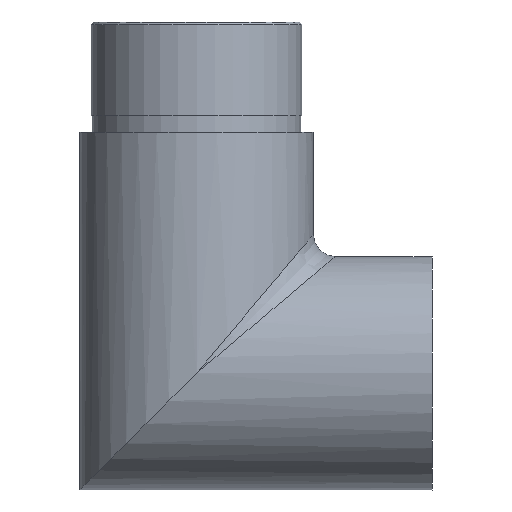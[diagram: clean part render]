
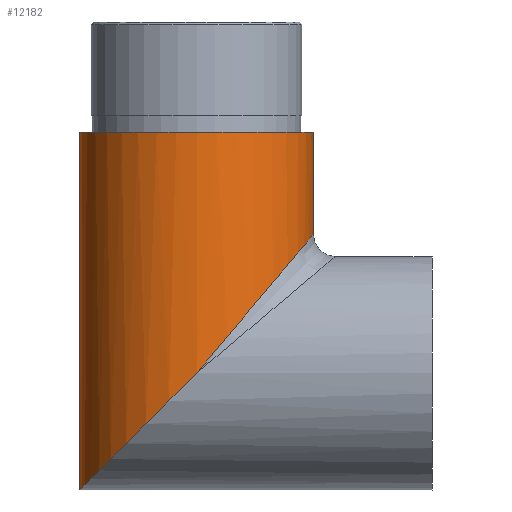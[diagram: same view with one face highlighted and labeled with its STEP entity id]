
A CAD part, left-side view. The second image highlights one B-rep face of the part: STEP entity #12182.
In plain terms, the highlighted cylindrical face has radius 21.2 mm (diameter 42.4 mm), a full revolution.
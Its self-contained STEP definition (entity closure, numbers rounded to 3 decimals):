
#50 = VERTEX_POINT ( 'NONE', #12508 ) ;
#606 = VERTEX_POINT ( 'NONE', #2451 ) ;
#1393 = DIRECTION ( 'NONE',  ( 1., 0., 0. ) ) ;
#1445 = EDGE_CURVE ( 'NONE', #11135, #606, #11824, .T. ) ;
#2090 = FACE_OUTER_BOUND ( 'NONE', #3986, .T. ) ;
#2358 = CARTESIAN_POINT ( 'NONE',  ( -21.2, 0.4, 50.4 ) ) ;
#2451 = CARTESIAN_POINT ( 'NONE',  ( 21.2, 42.8, 0. ) ) ;
#2981 = CYLINDRICAL_SURFACE ( 'NONE', #10119, 21.2 ) ;
#3986 = EDGE_LOOP ( 'NONE', ( #8234 ) ) ;
#4041 = EDGE_LOOP ( 'NONE', ( #8565, #9186 ) ) ;
#4651 = DIRECTION ( 'NONE',  ( 1., 0., 0. ) ) ;
#5457 = CIRCLE ( 'NONE', #7276, 21.2 ) ;
#5463 = CARTESIAN_POINT ( 'NONE',  ( -21.2, 85.2, -42.4 ) ) ;
#6570 = CARTESIAN_POINT ( 'NONE',  ( 21.2, 42.8, 0. ) ) ;
#7072 = CARTESIAN_POINT ( 'NONE',  ( -21.2, 42.8, 0. ) ) ;
#7234 = DIRECTION ( 'NONE',  ( 0., 0., -1. ) ) ;
#7276 = AXIS2_PLACEMENT_3D ( 'NONE', #10001, #7234, #1393 ) ;
#7359 = CARTESIAN_POINT ( 'NONE',  ( -21.2, 42.8, 0. ) ) ;
#7558 = DIRECTION ( 'NONE',  ( 0., 0., 1. ) ) ;
#7923 =( BOUNDED_CURVE ( )  B_SPLINE_CURVE ( 3, ( #7072, #2358, #9059, #12070 ),
 .UNSPECIFIED., .F., .T. ) 
 B_SPLINE_CURVE_WITH_KNOTS ( ( 4, 4 ),
 ( 4.712, 7.854 ),
 .UNSPECIFIED. ) 
 CURVE ( )  GEOMETRIC_REPRESENTATION_ITEM ( )  RATIONAL_B_SPLINE_CURVE ( ( 1., 0.333, 0.333, 1. ) ) 
 REPRESENTATION_ITEM ( '' )  );
#8234 = ORIENTED_EDGE ( 'NONE', *, *, #12644, .T. ) ;
#8565 = ORIENTED_EDGE ( 'NONE', *, *, #9092, .T. ) ;
#9059 = CARTESIAN_POINT ( 'NONE',  ( 21.2, 0.4, 50.4 ) ) ;
#9070 = CARTESIAN_POINT ( 'NONE',  ( -21.2, 42.8, 0. ) ) ;
#9092 = EDGE_CURVE ( 'NONE', #11135, #606, #7923, .T. ) ;
#9186 = ORIENTED_EDGE ( 'NONE', *, *, #1445, .F. ) ;
#9346 = CARTESIAN_POINT ( 'NONE',  ( 21.2, 85.2, -42.4 ) ) ;
#9418 = CARTESIAN_POINT ( 'NONE',  ( 0., 42.8, 0. ) ) ;
#10001 = CARTESIAN_POINT ( 'NONE',  ( 0., 42.8, 43.8 ) ) ;
#10119 = AXIS2_PLACEMENT_3D ( 'NONE', #9418, #7558, #4651 ) ;
#10147 = FACE_OUTER_BOUND ( 'NONE', #4041, .T. ) ;
#11135 = VERTEX_POINT ( 'NONE', #9070 ) ;
#11824 =( BOUNDED_CURVE ( )  B_SPLINE_CURVE ( 3, ( #7359, #5463, #9346, #6570 ),
 .UNSPECIFIED., .F., .T. ) 
 B_SPLINE_CURVE_WITH_KNOTS ( ( 4, 4 ),
 ( 1.571, 4.712 ),
 .UNSPECIFIED. ) 
 CURVE ( )  GEOMETRIC_REPRESENTATION_ITEM ( )  RATIONAL_B_SPLINE_CURVE ( ( 1., 0.333, 0.333, 1. ) ) 
 REPRESENTATION_ITEM ( '' )  );
#12070 = CARTESIAN_POINT ( 'NONE',  ( 21.2, 42.8, 0. ) ) ;
#12182 = ADVANCED_FACE ( 'NONE', ( #10147, #2090 ), #2981, .T. ) ;
#12508 = CARTESIAN_POINT ( 'NONE',  ( 21.2, 42.8, 43.8 ) ) ;
#12644 = EDGE_CURVE ( 'NONE', #50, #50, #5457, .T. ) ;
